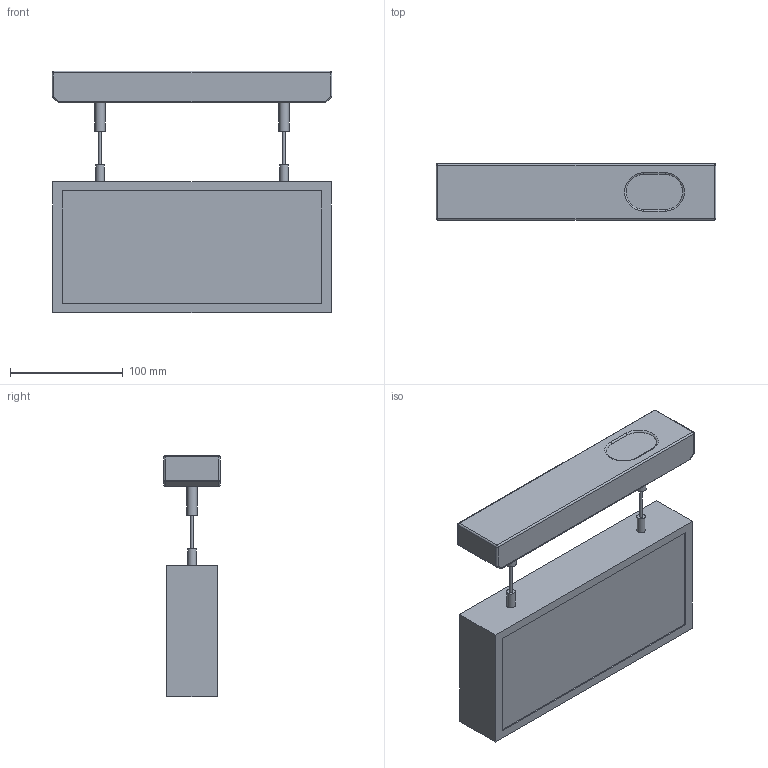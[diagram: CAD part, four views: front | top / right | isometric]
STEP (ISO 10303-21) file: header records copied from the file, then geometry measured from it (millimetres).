
FILE_DESCRIPTION(/* description */ ('Unknown'),/* implementation_level */ '2;1');
FILE_NAME(/* name */ 'SNP 7220 S',/* time_stamp */ '2020-08-21T09:03:06+02:00',/* author */ ('Unknown'),/* organization */ ('Unknown'),/* preprocessor_version */ 'ST-DEVELOPER v16.7',/* originating_system */ 'Solid Edge',/* authorisation */ 'Unknown');
FILE_SCHEMA (('AUTOMOTIVE_DESIGN {1 0 10303 214 3 1 1}'));
Length unit declared in the file: millimetre
Products named in the file (1): SNP 7220 S
Bounding box: 248 x 50 x 214 mm (x, y, z)
Volume: 1591309.7 mm3; surface area: 134336.7 mm2
Topology: 1 solids, 1 shells, 60 faces, 131 edges, 76 vertices
Faces by surface type: plane 29, cylinder 23, sphere 4, torus 2, bspline 2
Full cylindrical faces by diameter (mm): 2.5 x2, 7.5 x2, 9 x2
Entity records: 1583 total; most frequent: CARTESIAN_POINT 280, DIRECTION 279, ORIENTED_EDGE 234, EDGE_CURVE 117, AXIS2_PLACEMENT_3D 103, EDGE_LOOP 77, FACE_BOUND 77, VERTEX_POINT 74
